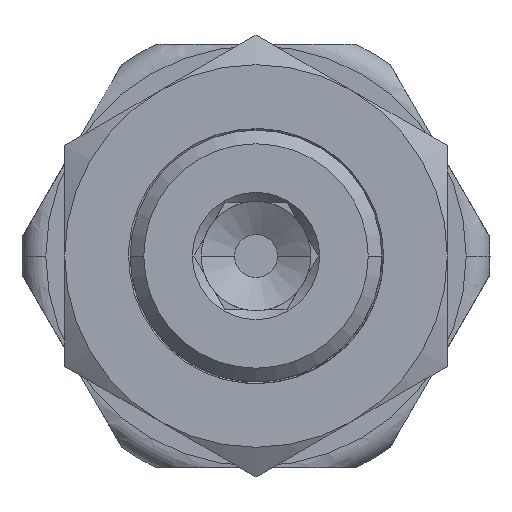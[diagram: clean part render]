
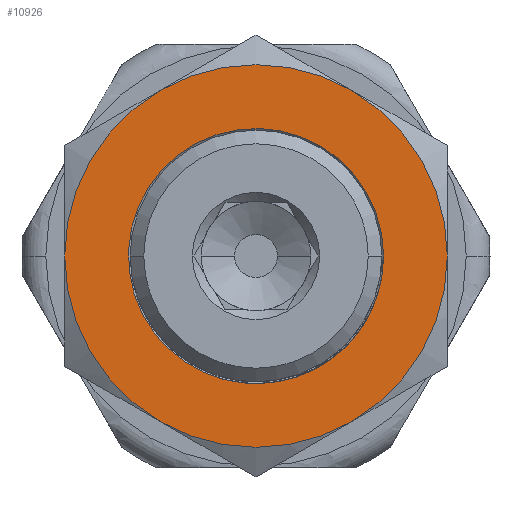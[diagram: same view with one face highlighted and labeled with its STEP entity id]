
A CAD part, left-side view. The second image highlights one B-rep face of the part: STEP entity #10926.
In plain terms, the highlighted planar face has unit normal (-1, 0, 0).
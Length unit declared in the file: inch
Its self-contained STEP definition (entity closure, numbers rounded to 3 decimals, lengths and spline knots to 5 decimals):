
#3293=CARTESIAN_POINT('',(-1.13575,0.,0.));
#3294=DIRECTION('',(-1.,0.,0.));
#3295=DIRECTION('',(0.,-1.,0.));
#3296=AXIS2_PLACEMENT_3D('',#3293,#3294,#3295);
#3298=CARTESIAN_POINT('',(-1.13575,0.,0.));
#3299=DIRECTION('',(-1.,0.,0.));
#3300=DIRECTION('',(0.,-0.5,-0.866));
#3301=AXIS2_PLACEMENT_3D('',#3298,#3299,#3300);
#3303=CARTESIAN_POINT('',(-1.13575,0.,0.));
#3304=DIRECTION('',(-1.,0.,0.));
#3305=DIRECTION('',(0.,0.,-1.));
#3306=AXIS2_PLACEMENT_3D('',#3303,#3304,#3305);
#3308=CARTESIAN_POINT('',(-1.13575,0.,0.));
#3309=DIRECTION('',(-1.,0.,0.));
#3310=DIRECTION('',(0.,0.5,-0.866));
#3311=AXIS2_PLACEMENT_3D('',#3308,#3309,#3310);
#3313=CARTESIAN_POINT('',(-1.13575,0.,0.));
#3314=DIRECTION('',(-1.,0.,0.));
#3315=DIRECTION('',(0.,1.,0.));
#3316=AXIS2_PLACEMENT_3D('',#3313,#3314,#3315);
#3318=CARTESIAN_POINT('',(-1.13575,0.,0.));
#3319=DIRECTION('',(-1.,0.,0.));
#3320=DIRECTION('',(0.,0.5,0.866));
#3321=AXIS2_PLACEMENT_3D('',#3318,#3319,#3320);
#3323=CARTESIAN_POINT('',(-1.13575,0.,0.));
#3324=DIRECTION('',(1.,0.,0.));
#3325=DIRECTION('',(0.,-1.,0.));
#3326=AXIS2_PLACEMENT_3D('',#3323,#3324,#3325);
#3370=CARTESIAN_POINT('',(-1.13575,0.,0.));
#3371=DIRECTION('',(-1.,0.,0.));
#3372=DIRECTION('',(0.,-0.5,0.866));
#3373=AXIS2_PLACEMENT_3D('',#3370,#3371,#3372);
#3394=CARTESIAN_POINT('',(-1.13575,-0.14063,0.24357));
#3522=CARTESIAN_POINT('',(-1.13575,0.14063,0.24357));
#7084=CARTESIAN_POINT('',(-1.13575,0.,0.));
#7085=DIRECTION('',(1.,0.,0.));
#7086=DIRECTION('',(0.,-0.707,-0.707));
#7087=AXIS2_PLACEMENT_3D('',#7084,#7085,#7086);
#8124=VERTEX_POINT('',#3522);
#8126=CARTESIAN_POINT('',(-1.13575,-0.14063,-0.24357));
#8127=CARTESIAN_POINT('',(-1.13575,-0.28125,0.));
#8128=VERTEX_POINT('',#8126);
#8129=VERTEX_POINT('',#8127);
#8132=CARTESIAN_POINT('',(-1.13575,0.28125,0.));
#8133=CARTESIAN_POINT('',(-1.13575,0.14063,-0.24357));
#8134=VERTEX_POINT('',#8132);
#8135=VERTEX_POINT('',#8133);
#8160=CARTESIAN_POINT('',(-1.13575,-0.1875,0.));
#8161=CARTESIAN_POINT('',(-1.13575,-0.13258,-0.13258));
#8162=VERTEX_POINT('',#8160);
#8163=VERTEX_POINT('',#8161);
#8172=VERTEX_POINT('',#3394);
#8174=CARTESIAN_POINT('',(-1.13575,0.,-0.28125));
#8175=VERTEX_POINT('',#8174);
#10900=CARTESIAN_POINT('',(-1.13575,0.28125,-0.16238));
#10901=DIRECTION('',(1.,0.,0.));
#10902=DIRECTION('',(0.,0.,1.));
#10903=AXIS2_PLACEMENT_3D('',#10900,#10901,#10902);
#10904=PLANE('',#10903);
#10906=ORIENTED_EDGE('',*,*,#10905,.F.);
#10908=ORIENTED_EDGE('',*,*,#10907,.F.);
#10909=ORIENTED_EDGE('',*,*,#10886,.F.);
#10911=ORIENTED_EDGE('',*,*,#10910,.F.);
#10913=ORIENTED_EDGE('',*,*,#10912,.F.);
#10915=ORIENTED_EDGE('',*,*,#10914,.F.);
#10917=ORIENTED_EDGE('',*,*,#10916,.F.);
#10918=EDGE_LOOP('',(#10906,#10908,#10909,#10911,#10913,#10915,#10917));
#10919=FACE_OUTER_BOUND('',#10918,.F.);
#10921=ORIENTED_EDGE('',*,*,#10920,.F.);
#10923=ORIENTED_EDGE('',*,*,#10922,.F.);
#10924=EDGE_LOOP('',(#10921,#10923));
#10925=FACE_BOUND('',#10924,.F.);
#3297=CIRCLE('',#3296,0.28125);
#3302=CIRCLE('',#3301,0.28125);
#3307=CIRCLE('',#3306,0.28125);
#3312=CIRCLE('',#3311,0.28125);
#3317=CIRCLE('',#3316,0.28125);
#3322=CIRCLE('',#3321,0.28125);
#3327=CIRCLE('',#3326,0.1875);
#3374=CIRCLE('',#3373,0.28125);
#7088=CIRCLE('',#7087,0.1875);
#10886=EDGE_CURVE('',#8128,#8129,#3302,.T.);
#10905=EDGE_CURVE('',#8172,#8124,#3374,.T.);
#10907=EDGE_CURVE('',#8129,#8172,#3297,.T.);
#10910=EDGE_CURVE('',#8175,#8128,#3307,.T.);
#10912=EDGE_CURVE('',#8135,#8175,#3312,.T.);
#10914=EDGE_CURVE('',#8134,#8135,#3317,.T.);
#10916=EDGE_CURVE('',#8124,#8134,#3322,.T.);
#10920=EDGE_CURVE('',#8162,#8163,#3327,.T.);
#10922=EDGE_CURVE('',#8163,#8162,#7088,.T.);
#10926=ADVANCED_FACE('',(#10919,#10925),#10904,.F.);
